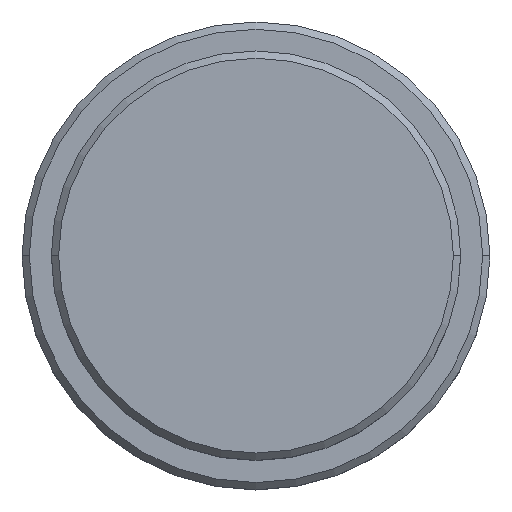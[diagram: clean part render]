
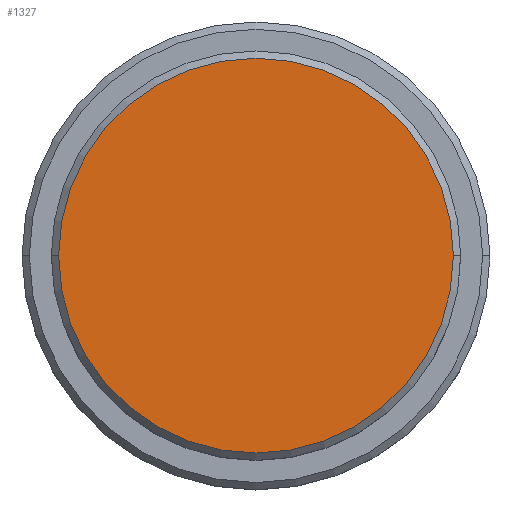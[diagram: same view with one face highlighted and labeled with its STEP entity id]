
A CAD part, top view. The second image highlights one B-rep face of the part: STEP entity #1327.
In plain terms, the highlighted planar face has unit normal (0, 0, 1).
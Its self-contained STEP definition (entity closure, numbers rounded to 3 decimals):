
#11 = CIRCLE ( 'NONE', #1268, 13.5 ) ;
#45 = DIRECTION ( 'NONE',  ( 1., 0., 0. ) ) ;
#74 = VERTEX_POINT ( 'NONE', #1404 ) ;
#110 = ORIENTED_EDGE ( 'NONE', *, *, #196, .T. ) ;
#131 = CIRCLE ( 'NONE', #1395, 13.5 ) ;
#167 = CARTESIAN_POINT ( 'NONE',  ( 0., 0., 0. ) ) ;
#196 = EDGE_CURVE ( 'NONE', #846, #74, #11, .T. ) ;
#206 = ORIENTED_EDGE ( 'NONE', *, *, #1384, .T. ) ;
#241 = PLANE ( 'NONE',  #1007 ) ;
#286 = DIRECTION ( 'NONE',  ( 0., 0., 1. ) ) ;
#298 = DIRECTION ( 'NONE',  ( 1., 0., 0. ) ) ;
#406 = CARTESIAN_POINT ( 'NONE',  ( 0., 0., 0. ) ) ;
#574 = CARTESIAN_POINT ( 'NONE',  ( 0., 0., 0. ) ) ;
#785 = FACE_OUTER_BOUND ( 'NONE', #815, .T. ) ;
#789 = DIRECTION ( 'NONE',  ( 0., 0., 1. ) ) ;
#793 = CARTESIAN_POINT ( 'NONE',  ( 13.5, 0., 0. ) ) ;
#815 = EDGE_LOOP ( 'NONE', ( #206, #110 ) ) ;
#846 = VERTEX_POINT ( 'NONE', #793 ) ;
#1007 = AXIS2_PLACEMENT_3D ( 'NONE', #574, #789, #45 ) ;
#1082 = DIRECTION ( 'NONE',  ( 0., 0., 1. ) ) ;
#1252 = DIRECTION ( 'NONE',  ( 1., 0., 0. ) ) ;
#1268 = AXIS2_PLACEMENT_3D ( 'NONE', #167, #1082, #1252 ) ;
#1327 = ADVANCED_FACE ( 'NONE', ( #785 ), #241, .T. ) ;
#1384 = EDGE_CURVE ( 'NONE', #74, #846, #131, .T. ) ;
#1395 = AXIS2_PLACEMENT_3D ( 'NONE', #406, #286, #298 ) ;
#1404 = CARTESIAN_POINT ( 'NONE',  ( -13.5, 0., 0. ) ) ;
